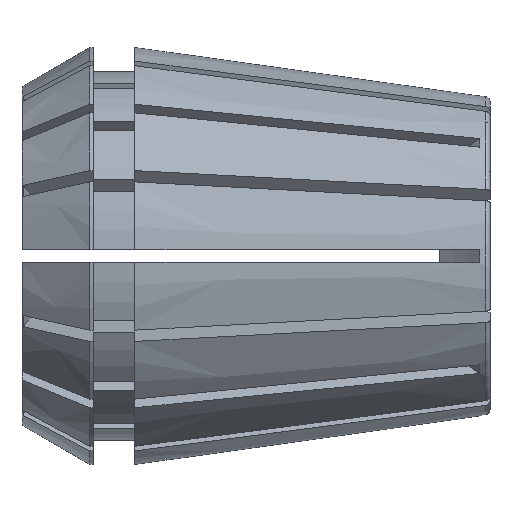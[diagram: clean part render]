
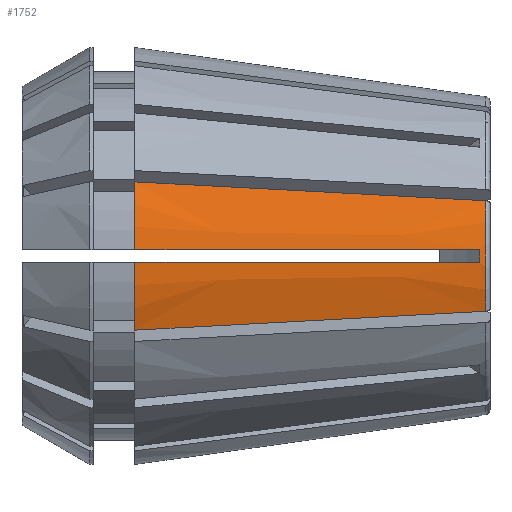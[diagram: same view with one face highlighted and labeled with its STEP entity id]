
A CAD part, front view. The second image highlights one B-rep face of the part: STEP entity #1752.
In plain terms, the highlighted conical face has half-angle 8 degrees and reference radius 15.595 mm.
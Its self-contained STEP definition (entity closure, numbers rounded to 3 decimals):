
#564 = AXIS2_PLACEMENT_3D ( 'NONE', #5940, #5939, #5935 ) ;
#608 = AXIS2_PLACEMENT_3D ( 'NONE', #1980, #1981, #1982 ) ;
#615 = AXIS2_PLACEMENT_3D ( 'NONE', #2042, #2043, #2044 ) ;
#616 = AXIS2_PLACEMENT_3D ( 'NONE', #2053, #2054, #2055 ) ;
#635 = B_SPLINE_CURVE_WITH_KNOTS ( 'NONE', 3,
 ( #2041, #2040, #2046, #2047, #2048, #2049, #2050 ),
 .UNSPECIFIED., .F., .F.,
 ( 4, 3, 4 ),
 ( 0., 0.027, 0.035 ),
 .UNSPECIFIED. ) ;
#636 = B_SPLINE_CURVE_WITH_KNOTS ( 'NONE', 3,
 ( #2051, #2052, #2057, #2058 ),
 .UNSPECIFIED., .F., .F.,
 ( 4, 4 ),
 ( 0.072, 0.106 ),
 .UNSPECIFIED. ) ;
#637 = B_SPLINE_CURVE_WITH_KNOTS ( 'NONE', 3,
 ( #2045, #2056, #2061, #2062 ),
 .UNSPECIFIED., .F., .F.,
 ( 4, 4 ),
 ( 0., 0.001 ),
 .UNSPECIFIED. ) ;
#638 = B_SPLINE_CURVE_WITH_KNOTS ( 'NONE', 3,
 ( #2060, #2059, #2065, #2066 ),
 .UNSPECIFIED., .F., .F.,
 ( 4, 4 ),
 ( 0.072, 0.106 ),
 .UNSPECIFIED. ) ;
#639 = B_SPLINE_CURVE_WITH_KNOTS ( 'NONE', 3,
 ( #2064, #2063, #2069, #2070, #2071, #2072, #2073 ),
 .UNSPECIFIED., .F., .F.,
 ( 4, 3, 4 ),
 ( 0., 0.027, 0.035 ),
 .UNSPECIFIED. ) ;
#1352 = ORIENTED_EDGE ( 'NONE', *, *, #3742, .T. ) ;
#1353 = ORIENTED_EDGE ( 'NONE', *, *, #3743, .T. ) ;
#1354 = ORIENTED_EDGE ( 'NONE', *, *, #3744, .F. ) ;
#1355 = ORIENTED_EDGE ( 'NONE', *, *, #3745, .F. ) ;
#1356 = ORIENTED_EDGE ( 'NONE', *, *, #3746, .T. ) ;
#1357 = ORIENTED_EDGE ( 'NONE', *, *, #3747, .T. ) ;
#1358 = ORIENTED_EDGE ( 'NONE', *, *, #3719, .F. ) ;
#1359 = ORIENTED_EDGE ( 'NONE', *, *, #3748, .F. ) ;
#1752 = ADVANCED_FACE ( 'NONE', ( #4911 ), #4922, .T. ) ;
#1980 = CARTESIAN_POINT ( 'NONE',  ( 11.1, 0., 0. ) ) ;
#1981 = DIRECTION ( 'NONE',  ( -1., 0., 0. ) ) ;
#1982 = DIRECTION ( 'NONE',  ( 0., 0., 1. ) ) ;
#2040 = CARTESIAN_POINT ( 'NONE',  ( 36.497, -15.862, 5.921 ) ) ;
#2041 = CARTESIAN_POINT ( 'NONE',  ( 45.57, -14.683, 5.433 ) ) ;
#2042 = CARTESIAN_POINT ( 'NONE',  ( 45.57, 0., 0. ) ) ;
#2043 = DIRECTION ( 'NONE',  ( -1., 0., 0. ) ) ;
#2044 = DIRECTION ( 'NONE',  ( 0., 0., -1. ) ) ;
#2045 = CARTESIAN_POINT ( 'NONE',  ( 44.99, -15.726, 0.6 ) ) ;
#2046 = CARTESIAN_POINT ( 'NONE',  ( 27.424, -17.041, 6.409 ) ) ;
#2047 = CARTESIAN_POINT ( 'NONE',  ( 18.351, -18.219, 6.897 ) ) ;
#2048 = CARTESIAN_POINT ( 'NONE',  ( 15.934, -18.533, 7.027 ) ) ;
#2049 = CARTESIAN_POINT ( 'NONE',  ( 13.517, -18.847, 7.157 ) ) ;
#2050 = CARTESIAN_POINT ( 'NONE',  ( 11.1, -19.161, 7.287 ) ) ;
#2051 = CARTESIAN_POINT ( 'NONE',  ( 44.99, -15.726, 0.6 ) ) ;
#2052 = CARTESIAN_POINT ( 'NONE',  ( 33.693, -17.315, 0.6 ) ) ;
#2053 = CARTESIAN_POINT ( 'NONE',  ( 11.1, 0., 0. ) ) ;
#2054 = DIRECTION ( 'NONE',  ( -1., 0., 0. ) ) ;
#2055 = DIRECTION ( 'NONE',  ( 0., 0., 1. ) ) ;
#2056 = CARTESIAN_POINT ( 'NONE',  ( 45.003, -15.739, 0.2 ) ) ;
#2057 = CARTESIAN_POINT ( 'NONE',  ( 22.397, -18.903, 0.6 ) ) ;
#2058 = CARTESIAN_POINT ( 'NONE',  ( 11.1, -20.492, 0.6 ) ) ;
#2059 = CARTESIAN_POINT ( 'NONE',  ( 33.693, -17.315, -0.6 ) ) ;
#2060 = CARTESIAN_POINT ( 'NONE',  ( 44.99, -15.726, -0.6 ) ) ;
#2061 = CARTESIAN_POINT ( 'NONE',  ( 45.003, -15.739, -0.2 ) ) ;
#2062 = CARTESIAN_POINT ( 'NONE',  ( 44.99, -15.726, -0.6 ) ) ;
#2063 = CARTESIAN_POINT ( 'NONE',  ( 36.497, -15.862, -5.921 ) ) ;
#2064 = CARTESIAN_POINT ( 'NONE',  ( 45.57, -14.683, -5.433 ) ) ;
#2065 = CARTESIAN_POINT ( 'NONE',  ( 22.397, -18.903, -0.6 ) ) ;
#2066 = CARTESIAN_POINT ( 'NONE',  ( 11.1, -20.492, -0.6 ) ) ;
#2069 = CARTESIAN_POINT ( 'NONE',  ( 27.424, -17.041, -6.409 ) ) ;
#2070 = CARTESIAN_POINT ( 'NONE',  ( 18.351, -18.219, -6.897 ) ) ;
#2071 = CARTESIAN_POINT ( 'NONE',  ( 15.934, -18.533, -7.027 ) ) ;
#2072 = CARTESIAN_POINT ( 'NONE',  ( 13.517, -18.847, -7.157 ) ) ;
#2073 = CARTESIAN_POINT ( 'NONE',  ( 11.1, -19.161, -7.287 ) ) ;
#3341 = CARTESIAN_POINT ( 'NONE',  ( 11.1, -19.161, -7.287 ) ) ;
#3350 = CARTESIAN_POINT ( 'NONE',  ( 11.1, -20.492, -0.6 ) ) ;
#3359 = CARTESIAN_POINT ( 'NONE',  ( 45.57, -14.683, -5.433 ) ) ;
#3364 = CARTESIAN_POINT ( 'NONE',  ( 44.99, -15.726, 0.6 ) ) ;
#3365 = CARTESIAN_POINT ( 'NONE',  ( 45.57, -14.683, 5.433 ) ) ;
#3366 = CARTESIAN_POINT ( 'NONE',  ( 11.1, -20.492, 0.6 ) ) ;
#3367 = CARTESIAN_POINT ( 'NONE',  ( 11.1, -19.161, 7.287 ) ) ;
#3370 = CARTESIAN_POINT ( 'NONE',  ( 44.99, -15.726, -0.6 ) ) ;
#3555 = VERTEX_POINT ( 'NONE', #3341 ) ;
#3564 = VERTEX_POINT ( 'NONE', #3350 ) ;
#3573 = VERTEX_POINT ( 'NONE', #3359 ) ;
#3578 = VERTEX_POINT ( 'NONE', #3364 ) ;
#3579 = VERTEX_POINT ( 'NONE', #3365 ) ;
#3580 = VERTEX_POINT ( 'NONE', #3366 ) ;
#3581 = VERTEX_POINT ( 'NONE', #3367 ) ;
#3584 = VERTEX_POINT ( 'NONE', #3370 ) ;
#3719 = EDGE_CURVE ( 'NONE', #3555, #3564, #4314, .T. ) ;
#3742 = EDGE_CURVE ( 'NONE', #3573, #3579, #4343, .T. ) ;
#3743 = EDGE_CURVE ( 'NONE', #3579, #3581, #635, .T. ) ;
#3744 = EDGE_CURVE ( 'NONE', #3580, #3581, #4346, .T. ) ;
#3745 = EDGE_CURVE ( 'NONE', #3578, #3580, #636, .T. ) ;
#3746 = EDGE_CURVE ( 'NONE', #3578, #3584, #637, .T. ) ;
#3747 = EDGE_CURVE ( 'NONE', #3584, #3564, #638, .T. ) ;
#3748 = EDGE_CURVE ( 'NONE', #3573, #3555, #639, .T. ) ;
#3812 = EDGE_LOOP ( 'NONE', ( #1352, #1353, #1354, #1355, #1356, #1357, #1358, #1359 ) ) ;
#4314 = CIRCLE ( 'NONE', #608, 20.5 ) ;
#4343 = CIRCLE ( 'NONE', #615, 15.656 ) ;
#4346 = CIRCLE ( 'NONE', #616, 20.5 ) ;
#4911 = FACE_OUTER_BOUND ( 'NONE', #3812, .T. ) ;
#4922 = CONICAL_SURFACE ( 'NONE', #564, 15.595, 0.14 ) ;
#5935 = DIRECTION ( 'NONE',  ( 0., 0., 1. ) ) ;
#5939 = DIRECTION ( 'NONE',  ( -1., 0., 0. ) ) ;
#5940 = CARTESIAN_POINT ( 'NONE',  ( 46., 0., 0. ) ) ;
